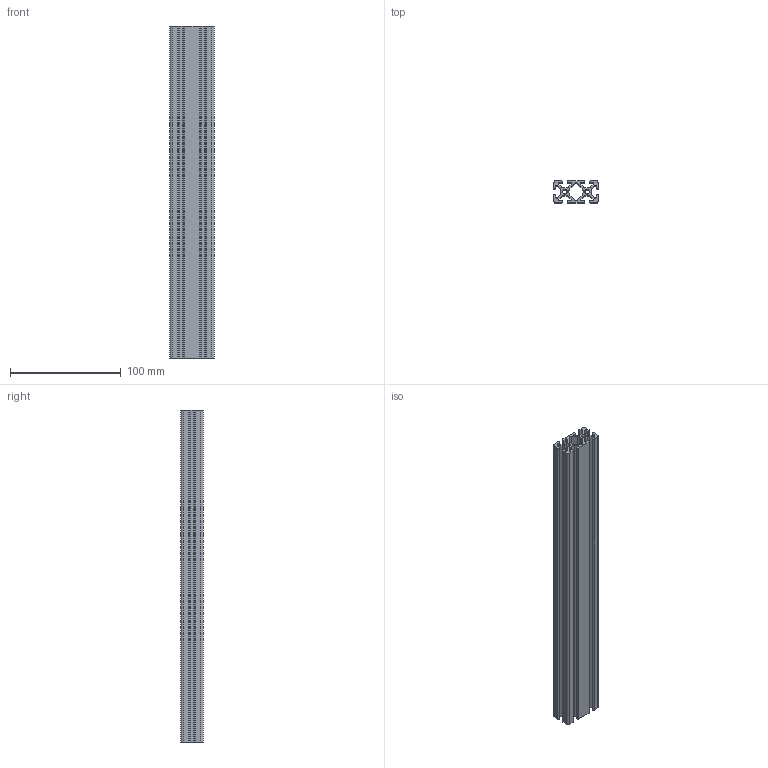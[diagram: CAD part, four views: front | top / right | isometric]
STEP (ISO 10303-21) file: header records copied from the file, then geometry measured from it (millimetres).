
FILE_DESCRIPTION (( 'STEP AP214' ), '1' );
FILE_NAME ('03_00_00-profil_40x20_300.STEP', '2017-07-24T22:17:08', ( '' ), ( '' ), 'SwSTEP 2.0', 'SolidWorks 2016', '' );
FILE_SCHEMA (( 'AUTOMOTIVE_DESIGN' ));
Length unit declared in the file: millimetre
Products named in the file (1): 03_00_00-profil_40x20_300
Bounding box: 40 x 20 x 300 mm (x, y, z)
Volume: 99509.7 mm3; surface area: 92265.5 mm2
Topology: 1 solids, 1 shells, 126 faces, 372 edges, 248 vertices
Faces by surface type: cylinder 66, plane 60
Entity records: 4294 total; most frequent: DIRECTION 758, CARTESIAN_POINT 747, ORIENTED_EDGE 744, EDGE_CURVE 372, AXIS2_PLACEMENT_3D 259, VERTEX_POINT 248, VECTOR 240, LINE 240
